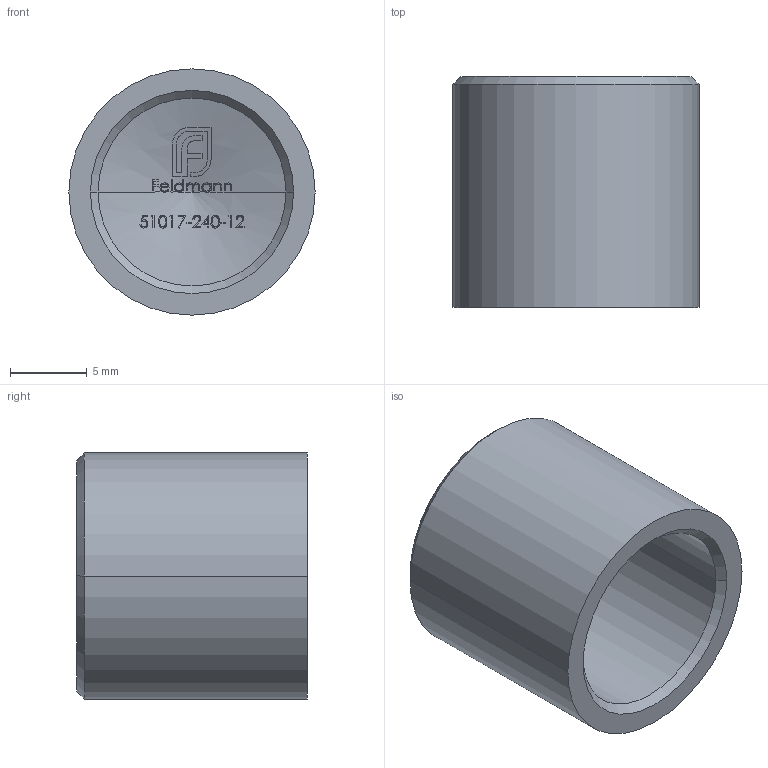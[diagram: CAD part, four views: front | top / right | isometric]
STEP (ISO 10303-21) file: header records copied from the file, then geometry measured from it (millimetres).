
FILE_DESCRIPTION (( 'STEP AP203' ), '1' );
FILE_NAME ('51017-240-12.step', '2021-02-10T12:15:55', ( '' ), ( '' ), 'SwSTEP 2.0', 'SolidWorks 2018', '' );
FILE_SCHEMA (( 'CONFIG_CONTROL_DESIGN' ));
Length unit declared in the file: millimetre
Products named in the file (2): 51017-240-12
Bounding box: 16 x 15 x 16 mm (x, y, z)
Volume: 1771.6 mm3; surface area: 1526.7 mm2
Topology: 1 solids, 1 shells, 289 faces, 776 edges, 507 vertices
Faces by surface type: plane 139, bspline 106, cone 40, cylinder 4
Entity records: 13262 total; most frequent: CARTESIAN_POINT 7137, ORIENTED_EDGE 1548, EDGE_CURVE 774, DIRECTION 684, VERTEX_POINT 507, B_SPLINE_CURVE_WITH_KNOTS 472, EDGE_LOOP 309, VECTOR 290
